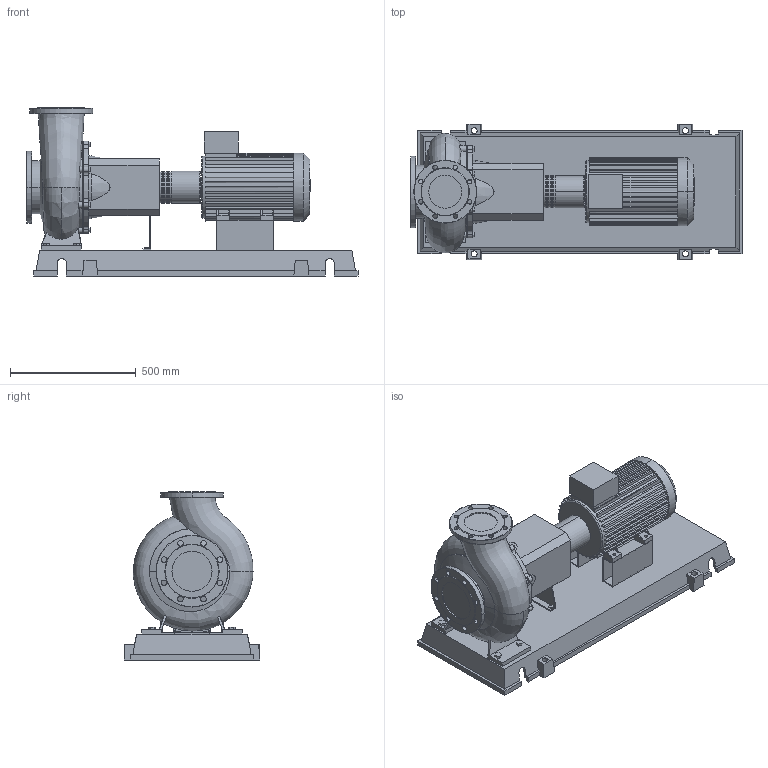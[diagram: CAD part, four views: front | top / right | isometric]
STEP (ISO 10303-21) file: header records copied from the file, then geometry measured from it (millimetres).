
FILE_DESCRIPTION((''),'2;1');
FILE_NAME('3d_NL125_200-9-4-05-4109382.stp','2015-03-03T07:59:10',(''),(''),'Mechanical Desktop 2009','Mechanical Desktop 2009',', , ');
FILE_SCHEMA(('CONFIG_CONTROL_DESIGN'));
Length unit declared in the file: millimetre
Products named in the file (1): Product
Bounding box: 1320 x 540 x 668 mm (x, y, z)
Volume: 83838860.5 mm3; surface area: 4605504.8 mm2
Topology: 13 solids, 13 shells, 870 faces, 2321 edges, 1522 vertices
Faces by surface type: plane 452, cylinder 233, bspline 157, cone 14, torus 14
Entity records: 31364 total; most frequent: CARTESIAN_POINT 9487, ORIENTED_EDGE 4642, DIRECTION 4362, EDGE_CURVE 2321, VERTEX_POINT 1520, VECTOR 1494, LINE 1494, AXIS2_PLACEMENT_3D 1434
